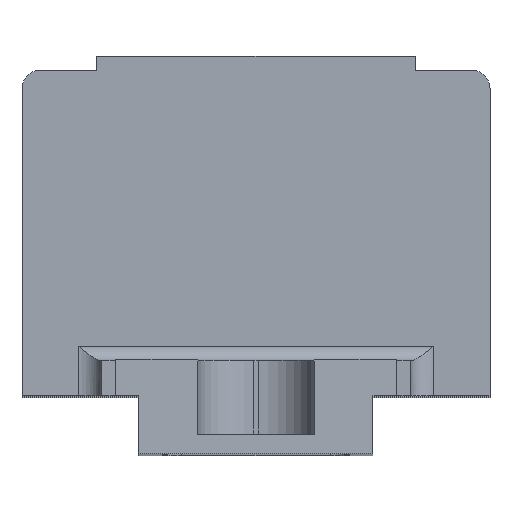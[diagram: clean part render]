
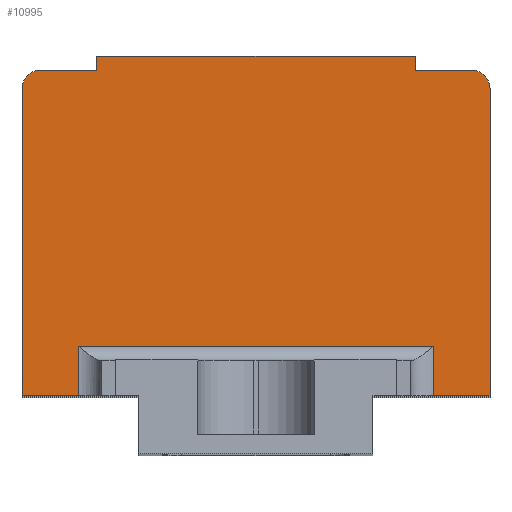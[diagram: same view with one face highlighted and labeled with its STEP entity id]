
A CAD part, top view. The second image highlights one B-rep face of the part: STEP entity #10995.
In plain terms, the highlighted planar face has unit normal (0, 0, 1).
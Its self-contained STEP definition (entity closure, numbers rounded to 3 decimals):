
#690=DIRECTION('',(0.,1.,0.));
#691=VECTOR('',#690,5.3);
#692=CARTESIAN_POINT('',(19.,6.2,133.1));
#693=LINE('',#692,#691);
#708=DIRECTION('',(0.,-1.,0.));
#709=VECTOR('',#708,32.8);
#710=CARTESIAN_POINT('',(25.,39.,133.1));
#711=LINE('',#710,#709);
#712=DIRECTION('',(-1.,0.,0.));
#713=VECTOR('',#712,6.);
#714=CARTESIAN_POINT('',(25.,6.2,133.1));
#715=LINE('',#714,#713);
#716=DIRECTION('',(-1.,0.,0.));
#717=VECTOR('',#716,6.);
#718=CARTESIAN_POINT('',(-19.,6.2,133.1));
#719=LINE('',#718,#717);
#720=DIRECTION('',(0.,1.,0.));
#721=VECTOR('',#720,32.8);
#722=CARTESIAN_POINT('',(-25.,6.2,133.1));
#723=LINE('',#722,#721);
#724=DIRECTION('',(1.,0.,0.));
#725=VECTOR('',#724,6.);
#726=CARTESIAN_POINT('',(-23.,41.,133.1));
#727=LINE('',#726,#725);
#728=DIRECTION('',(0.,1.,0.));
#729=VECTOR('',#728,1.5);
#730=CARTESIAN_POINT('',(-17.,41.,133.1));
#731=LINE('',#730,#729);
#732=DIRECTION('',(1.,0.,0.));
#733=VECTOR('',#732,34.);
#734=CARTESIAN_POINT('',(-17.,42.5,133.1));
#735=LINE('',#734,#733);
#736=DIRECTION('',(0.,-1.,0.));
#737=VECTOR('',#736,1.5);
#738=CARTESIAN_POINT('',(17.,42.5,133.1));
#739=LINE('',#738,#737);
#740=DIRECTION('',(1.,0.,0.));
#741=VECTOR('',#740,6.);
#742=CARTESIAN_POINT('',(17.,41.,133.1));
#743=LINE('',#742,#741);
#748=CARTESIAN_POINT('',(23.,39.,133.1));
#749=DIRECTION('',(0.,0.,1.));
#750=DIRECTION('',(1.,0.,0.));
#751=AXIS2_PLACEMENT_3D('',#748,#749,#750);
#7600=CARTESIAN_POINT('',(-23.,39.,133.1));
#7601=DIRECTION('',(0.,0.,1.));
#7602=DIRECTION('',(0.,1.,0.));
#7603=AXIS2_PLACEMENT_3D('',#7600,#7601,#7602);
#7734=DIRECTION('',(0.,1.,0.));
#7735=VECTOR('',#7734,5.3);
#7736=CARTESIAN_POINT('',(-19.,6.2,133.1));
#7737=LINE('',#7736,#7735);
#7773=DIRECTION('',(1.,0.,0.));
#7774=VECTOR('',#7773,38.);
#7775=CARTESIAN_POINT('',(-19.,11.5,133.1));
#7776=LINE('',#7775,#7774);
#8413=CARTESIAN_POINT('',(-17.,42.5,133.1));
#8414=CARTESIAN_POINT('',(17.,42.5,133.1));
#8415=VERTEX_POINT('',#8413);
#8416=VERTEX_POINT('',#8414);
#8421=CARTESIAN_POINT('',(25.,6.2,133.1));
#8423=VERTEX_POINT('',#8421);
#8425=CARTESIAN_POINT('',(-25.,6.2,133.1));
#8427=VERTEX_POINT('',#8425);
#8625=CARTESIAN_POINT('',(19.,6.2,133.1));
#8626=VERTEX_POINT('',#8625);
#8631=CARTESIAN_POINT('',(-19.,6.2,133.1));
#8632=VERTEX_POINT('',#8631);
#8637=CARTESIAN_POINT('',(-19.,11.5,133.1));
#8638=CARTESIAN_POINT('',(19.,11.5,133.1));
#8639=VERTEX_POINT('',#8637);
#8640=VERTEX_POINT('',#8638);
#8725=CARTESIAN_POINT('',(-17.,41.,133.1));
#8726=VERTEX_POINT('',#8725);
#8727=CARTESIAN_POINT('',(17.,41.,133.1));
#8728=VERTEX_POINT('',#8727);
#8734=CARTESIAN_POINT('',(25.,39.,133.1));
#8736=VERTEX_POINT('',#8734);
#8737=CARTESIAN_POINT('',(23.,41.,133.1));
#8738=VERTEX_POINT('',#8737);
#8742=CARTESIAN_POINT('',(-23.,41.,133.1));
#8744=VERTEX_POINT('',#8742);
#8745=CARTESIAN_POINT('',(-25.,39.,133.1));
#8746=VERTEX_POINT('',#8745);
#10961=CARTESIAN_POINT('',(0.,0.,133.1));
#10962=DIRECTION('',(0.,0.,-1.));
#10963=DIRECTION('',(-1.,0.,0.));
#10964=AXIS2_PLACEMENT_3D('',#10961,#10962,#10963);
#10965=PLANE('',#10964);
#10967=ORIENTED_EDGE('',*,*,#10966,.F.);
#10969=ORIENTED_EDGE('',*,*,#10968,.T.);
#10971=ORIENTED_EDGE('',*,*,#10970,.T.);
#10972=ORIENTED_EDGE('',*,*,#10950,.T.);
#10974=ORIENTED_EDGE('',*,*,#10973,.F.);
#10976=ORIENTED_EDGE('',*,*,#10975,.F.);
#10978=ORIENTED_EDGE('',*,*,#10977,.T.);
#10980=ORIENTED_EDGE('',*,*,#10979,.T.);
#10982=ORIENTED_EDGE('',*,*,#10981,.F.);
#10984=ORIENTED_EDGE('',*,*,#10983,.T.);
#10986=ORIENTED_EDGE('',*,*,#10985,.T.);
#10988=ORIENTED_EDGE('',*,*,#10987,.T.);
#10990=ORIENTED_EDGE('',*,*,#10989,.T.);
#10992=ORIENTED_EDGE('',*,*,#10991,.T.);
#10993=EDGE_LOOP('',(#10967,#10969,#10971,#10972,#10974,#10976,#10978,#10980,
#10982,#10984,#10986,#10988,#10990,#10992));
#10994=FACE_OUTER_BOUND('',#10993,.F.);
#10995=ADVANCED_FACE('',(#10994),#10965,.F.);
#752=CIRCLE('',#751,2.);
#7604=CIRCLE('',#7603,2.);
#10950=EDGE_CURVE('',#8626,#8640,#693,.T.);
#10966=EDGE_CURVE('',#8736,#8738,#752,.T.);
#10968=EDGE_CURVE('',#8736,#8423,#711,.T.);
#10970=EDGE_CURVE('',#8423,#8626,#715,.T.);
#10973=EDGE_CURVE('',#8639,#8640,#7776,.T.);
#10975=EDGE_CURVE('',#8632,#8639,#7737,.T.);
#10977=EDGE_CURVE('',#8632,#8427,#719,.T.);
#10979=EDGE_CURVE('',#8427,#8746,#723,.T.);
#10981=EDGE_CURVE('',#8744,#8746,#7604,.T.);
#10983=EDGE_CURVE('',#8744,#8726,#727,.T.);
#10985=EDGE_CURVE('',#8726,#8415,#731,.T.);
#10987=EDGE_CURVE('',#8415,#8416,#735,.T.);
#10989=EDGE_CURVE('',#8416,#8728,#739,.T.);
#10991=EDGE_CURVE('',#8728,#8738,#743,.T.);
